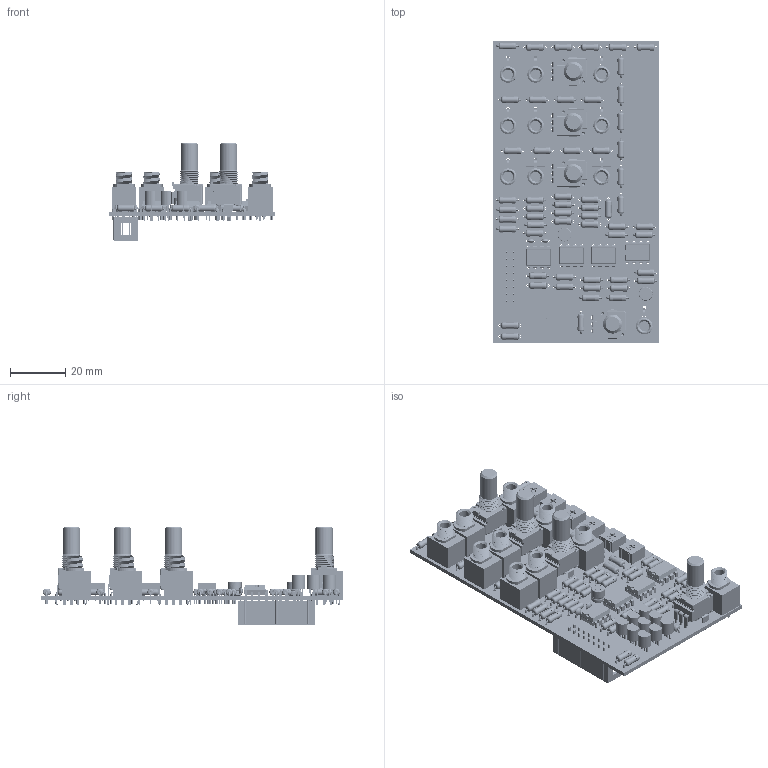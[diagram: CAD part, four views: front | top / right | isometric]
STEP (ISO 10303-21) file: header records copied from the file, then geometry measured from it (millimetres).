
FILE_DESCRIPTION(('KiCad electronic assembly'),'2;1');
FILE_NAME('VCAfinal.step','2025-07-07T18:49:44',('Pcbnew'),('Kicad'), 'Open CASCADE STEP processor 7.8','KiCad to STEP converter','Unknown' );
FILE_SCHEMA(('AUTOMOTIVE_DESIGN { 1 0 10303 214 1 1 1 1 }'));
Length unit declared in the file: millimetre
Products named in the file (14): VCAfinal 1; PJ301M-12 Thonkiconn v0.2; 1; 2; 3; R_Axial_DIN0207_L6.3mm_D2.5mm_P7.62mm_Horizontal; TO-92_Inline; DIP-8_W7.62mm; Trimpot 3362P; C_Disc_D3.0mm_W1.6mm_P2.50mm; RD901F-40-15R1; CP_Radial_D5.0mm_P2.50mm; IDC-Header_2x08_P2.54mm_Vertical; Dom VCA_PCB
Assembly tree (99 placements, depth 3):
  VCAfinal 1
    PJ301M-12 Thonkiconn v0.2  x10
      1
      2
      3
    R_Axial_DIN0207_L6.3mm_D2.5mm_P7.62mm_Horizontal  x57
    TO-92_Inline  x9
    DIP-8_W7.62mm  x4
    Trimpot 3362P  x6
    C_Disc_D3.0mm_W1.6mm_P2.50mm  x2
    RD901F-40-15R1  x4
    CP_Radial_D5.0mm_P2.50mm  x2
    IDC-Header_2x08_P2.54mm_Vertical
    Dom VCA_PCB
Bounding box: 60.5 x 110 x 35.78 mm (x, y, z)
Volume: 24629 mm3; surface area: 42716.2 mm2
Topology: 172 solids, 174 shells, 5445 faces, 13356 edges, 8626 vertices
Faces by surface type: plane 2891, cylinder 1272, bspline 920, torus 268, sphere 48, cone 32, revolution 14
Full cylindrical faces by diameter (mm): 0.46 x18, 0.5 x8, 0.6 x114, 0.75 x27, 0.8 x180, 1 x34, 1.2 x40, 1.22 x10, 1.42 x10, 1.43 x10, 1.8 x8, 2.25 x57, 2.5 x114, 2.8 x12, 3.6 x10, 3.966 x10, 6.048 x12, 6.32 x4, 6.908 x16
Entity records: 55634 total; most frequent: CARTESIAN_POINT 14286, ORIENTED_EDGE 7482, DIRECTION 7087, EDGE_CURVE 3741, VERTEX_POINT 2414, LINE 2412, VECTOR 2412, AXIS2_PLACEMENT_3D 2334
